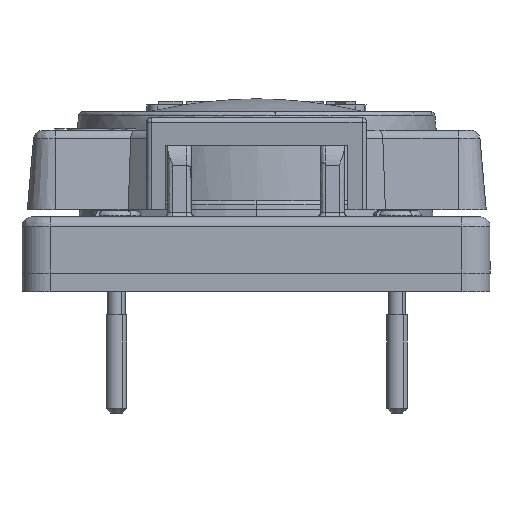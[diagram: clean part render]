
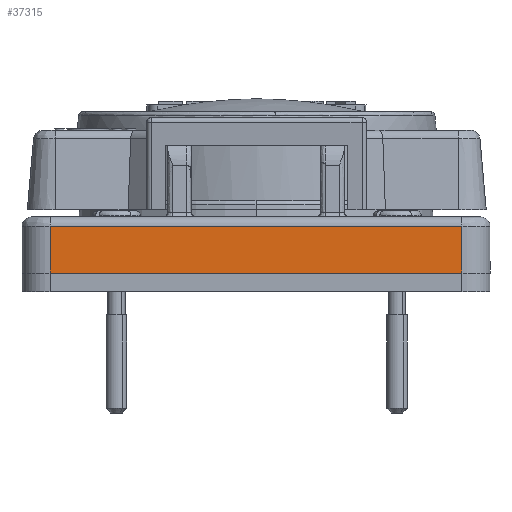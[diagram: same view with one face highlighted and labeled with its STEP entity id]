
A CAD part, front view. The second image highlights one B-rep face of the part: STEP entity #37315.
In plain terms, the highlighted planar face has unit normal (0, -1, 0).
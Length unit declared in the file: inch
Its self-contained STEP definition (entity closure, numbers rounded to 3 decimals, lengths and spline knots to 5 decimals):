
#2947 = DIRECTION ( 'NONE',  ( 0., -1., 0. ) ) ;
#3656 = ORIENTED_EDGE ( 'NONE', *, *, #20631, .F. ) ;
#5412 = CARTESIAN_POINT ( 'NONE',  ( 2.64183, 0.10267, 3.27563 ) ) ;
#5921 = VECTOR ( 'NONE', #25336, 39.37008 ) ;
#10080 = ORIENTED_EDGE ( 'NONE', *, *, #29002, .F. ) ;
#12787 = LINE ( 'NONE', #27410, #27933 ) ;
#13020 = CARTESIAN_POINT ( 'NONE',  ( 2.64183, 0.10267, 3.58863 ) ) ;
#13423 = CARTESIAN_POINT ( 'NONE',  ( -0.10917, 0.10267, 3.27563 ) ) ;
#14239 = FACE_OUTER_BOUND ( 'NONE', #46085, .T. ) ;
#17403 = CARTESIAN_POINT ( 'NONE',  ( -0.10917, 0.10267, 3.58863 ) ) ;
#18518 = PLANE ( 'NONE',  #21541 ) ;
#20396 = EDGE_CURVE ( 'NONE', #34906, #24550, #12787, .T. ) ;
#20631 = EDGE_CURVE ( 'NONE', #34906, #31014, #29093, .T. ) ;
#21541 = AXIS2_PLACEMENT_3D ( 'NONE', #49100, #2947, #29843 ) ;
#22455 = LINE ( 'NONE', #13020, #26636 ) ;
#22711 = VERTEX_POINT ( 'NONE', #32945 ) ;
#24550 = VERTEX_POINT ( 'NONE', #5412 ) ;
#25336 = DIRECTION ( 'NONE',  ( 1., 0., 0. ) ) ;
#26636 = VECTOR ( 'NONE', #46996, 39.37008 ) ;
#27410 = CARTESIAN_POINT ( 'NONE',  ( 2.64183, 0.10267, 3.27563 ) ) ;
#27933 = VECTOR ( 'NONE', #39256, 39.37008 ) ;
#28702 = ORIENTED_EDGE ( 'NONE', *, *, #20396, .T. ) ;
#29002 = EDGE_CURVE ( 'NONE', #31014, #22711, #30158, .T. ) ;
#29093 = LINE ( 'NONE', #40961, #36942 ) ;
#29843 = DIRECTION ( 'NONE',  ( 0., 0., -1. ) ) ;
#30158 = LINE ( 'NONE', #17403, #5921 ) ;
#31014 = VERTEX_POINT ( 'NONE', #48647 ) ;
#32945 = CARTESIAN_POINT ( 'NONE',  ( 2.64183, 0.10267, 3.58863 ) ) ;
#34906 = VERTEX_POINT ( 'NONE', #13423 ) ;
#36942 = VECTOR ( 'NONE', #41119, 39.37008 ) ;
#37205 = ORIENTED_EDGE ( 'NONE', *, *, #49836, .T. ) ;
#37315 = ADVANCED_FACE ( 'NONE', ( #14239 ), #18518, .T. ) ;
#39256 = DIRECTION ( 'NONE',  ( 1., 0., 0. ) ) ;
#40961 = CARTESIAN_POINT ( 'NONE',  ( -0.10917, 0.10267, 3.27563 ) ) ;
#41119 = DIRECTION ( 'NONE',  ( 0., 0., 1. ) ) ;
#46085 = EDGE_LOOP ( 'NONE', ( #28702, #37205, #10080, #3656 ) ) ;
#46996 = DIRECTION ( 'NONE',  ( 0., 0., 1. ) ) ;
#48647 = CARTESIAN_POINT ( 'NONE',  ( -0.10917, 0.10267, 3.58863 ) ) ;
#49100 = CARTESIAN_POINT ( 'NONE',  ( 2.64183, 0.10267, 3.58863 ) ) ;
#49836 = EDGE_CURVE ( 'NONE', #24550, #22711, #22455, .T. ) ;
